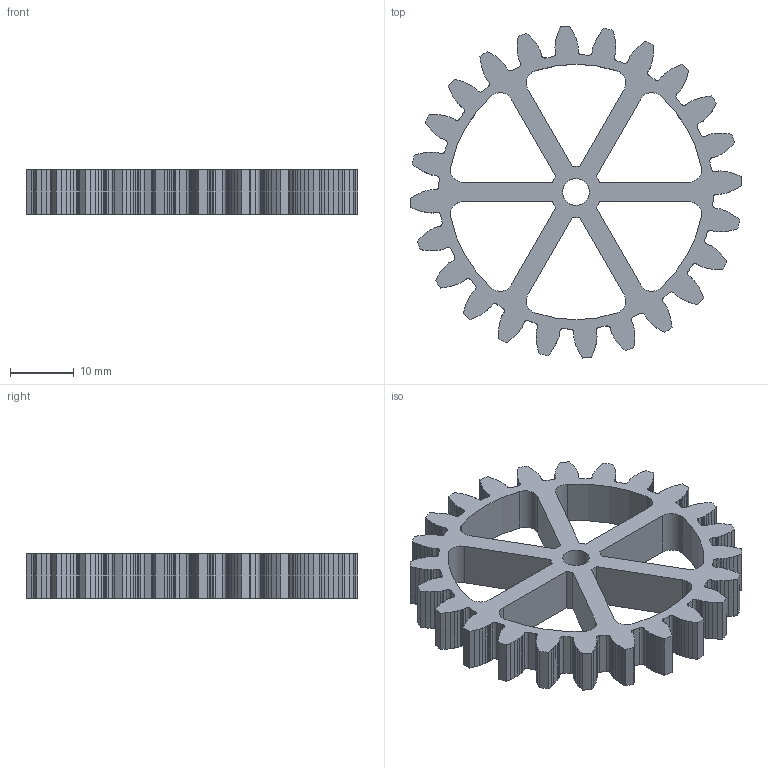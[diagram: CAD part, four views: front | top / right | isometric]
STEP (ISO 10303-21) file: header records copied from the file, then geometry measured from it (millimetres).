
FILE_DESCRIPTION(('STEP AP242'), '1');
FILE_NAME('itemGearMotorV3', '', ('UNSPECIFIED'), ('UNSPECIFIED'), 'C3D Converter', 'C3D Toolkit', '');
FILE_SCHEMA(('AP242_MANAGED_MODEL_BASED_3D_ENGINEERING_MIM_LF { 1 0 10303 442 1 1 4 }'));
Length unit declared in the file: millimetre
Bounding box: 51.96 x 51.96 x 7 mm (x, y, z)
Volume: 6028.7 mm3; surface area: 6011 mm2
Topology: 1 solids, 1 shells, 567 faces, 1695 edges, 1130 vertices
Faces by surface type: plane 470, cylinder 97
Full cylindrical faces by diameter (mm): 4.2 x1
Entity records: 18921 total; most frequent: CARTESIAN_POINT 3392, ORIENTED_EDGE 3388, DIRECTION 3024, EDGE_CURVE 1694, LINE 1500, VECTOR 1500, VERTEX_POINT 1130, AXIS2_PLACEMENT_3D 762
